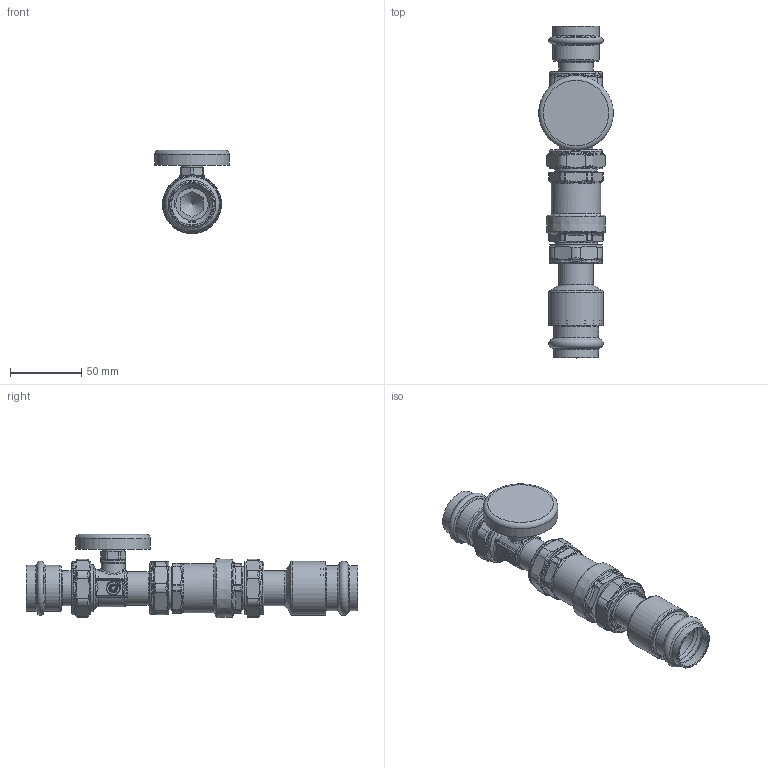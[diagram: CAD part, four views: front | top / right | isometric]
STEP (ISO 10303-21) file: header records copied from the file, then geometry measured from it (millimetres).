
FILE_DESCRIPTION(/* description */ (''),/* implementation_level */ '2;1');
FILE_NAME(/* name */ '127167AFC_Simplify_1.stp',/* time_stamp */ '2025-07-24T14:13:55-05:00',/* author */ ('ischreiner'),/* organization */ (''),/* preprocessor_version */ 'ST-DEVELOPER v20',/* originating_system */ 'Autodesk Inventor 2025',/* authorisation */ '');
FILE_SCHEMA (('AUTOMOTIVE_DESIGN { 1 0 10303 214 3 1 1 }'));
Length unit declared in the file: inch
Products named in the file (1): 127167AFC_Simplify_1
Bounding box: 52.32 x 232.88 x 58.6 mm (x, y, z)
Volume: 130936.9 mm3; surface area: 69582.5 mm2
Topology: 7 solids, 7 shells, 1041 faces, 2468 edges, 1394 vertices
Faces by surface type: cylinder 298, bspline 249, plane 180, torus 138, cone 130, sphere 46
Full cylindrical faces by diameter (mm): 15.24 x1, 15.875 x1, 17 x1, 18 x1, 19.05 x1, 20.091 x2, 20.599 x1, 21 x2, 22.86 x1, 23.5 x1, 24 x1, 24.003 x1, 24.1 x2, 24.384 x2, 25 x2, 27.686 x2, 28.3 x2, 28.5 x1, 28.6 x1, 28.905 x2, 28.956 x2, 29.464 x1, 29.591 x1, 29.6 x1, 30 x4, 30.2 x1, 30.4 x1, 30.429 x1, 30.5 x3, 30.881 x4
Entity records: 45073 total; most frequent: CARTESIAN_POINT 21682, ORIENTED_EDGE 4778, DIRECTION 4536, EDGE_CURVE 2389, AXIS2_PLACEMENT_3D 1953, VERTEX_POINT 1394, EDGE_LOOP 1089, STYLED_ITEM 1048
